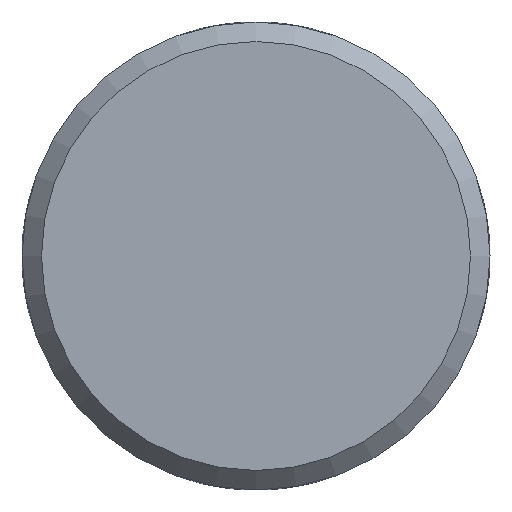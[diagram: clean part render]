
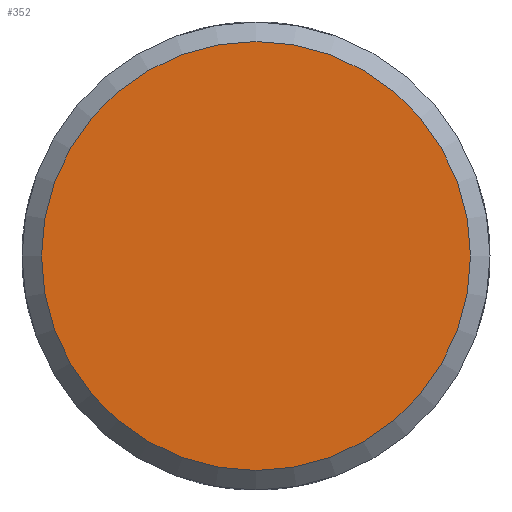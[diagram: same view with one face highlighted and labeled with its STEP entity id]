
A CAD part, front view. The second image highlights one B-rep face of the part: STEP entity #352.
In plain terms, the highlighted planar face has unit normal (0, -1, 0).
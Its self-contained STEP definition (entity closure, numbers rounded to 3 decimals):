
#67=PLANE('',#408);
#84=FACE_OUTER_BOUND('',#109,.T.);
#109=EDGE_LOOP('',(#283));
#131=CIRCLE('',#402,5.5);
#162=VERTEX_POINT('',#781);
#200=EDGE_CURVE('',#162,#162,#131,.T.);
#283=ORIENTED_EDGE('',*,*,#200,.F.);
#352=ADVANCED_FACE('',(#84),#67,.T.);
#402=AXIS2_PLACEMENT_3D('',#782,#473,#474);
#408=AXIS2_PLACEMENT_3D('',#795,#488,#489);
#473=DIRECTION('center_axis',(0.,1.,0.));
#474=DIRECTION('ref_axis',(-1.,0.,0.));
#488=DIRECTION('center_axis',(0.,-1.,0.));
#489=DIRECTION('ref_axis',(0.,0.,-1.));
#781=CARTESIAN_POINT('',(5.5,0.,0.));
#782=CARTESIAN_POINT('Origin',(0.,0.,0.));
#795=CARTESIAN_POINT('Origin',(2.6,0.,0.));
